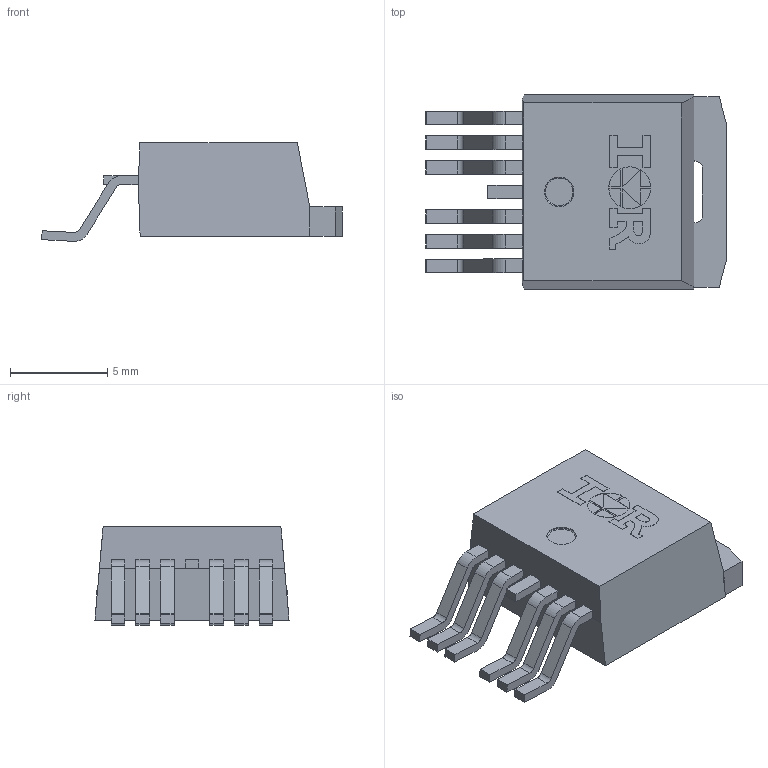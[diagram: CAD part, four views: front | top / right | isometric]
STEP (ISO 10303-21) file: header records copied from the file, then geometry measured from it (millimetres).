
FILE_DESCRIPTION(/* description */ (''),/* implementation_level */ '2;1');
FILE_NAME(/* name */ 'PG-TO263-7-906_Z8B00251904_V02_3D.stp',/* time_stamp */ '2025-03-12T11:02:23+05:30',/* author */ ('sivamani'),/* organization */ (''),/* preprocessor_version */ 'ST-DEVELOPER v19.2',/* originating_system */ 'AutoCAD Mechanical',/* authorisation */ '');
FILE_SCHEMA (('AUTOMOTIVE_DESIGN { 1 0 10303 214 3 1 1 }'));
Length unit declared in the file: millimetre
Products named in the file (1): Product
Bounding box: 15.49 x 10 x 5.08 mm (x, y, z)
Volume: 430.4 mm3; surface area: 653.9 mm2
Topology: 15 solids, 15 shells, 202 faces, 507 edges, 336 vertices
Faces by surface type: plane 152, cylinder 48, torus 2
Entity records: 6037 total; most frequent: CARTESIAN_POINT 1046, ORIENTED_EDGE 1014, DIRECTION 1013, EDGE_CURVE 507, LINE 407, VECTOR 407, VERTEX_POINT 336, AXIS2_PLACEMENT_3D 303
